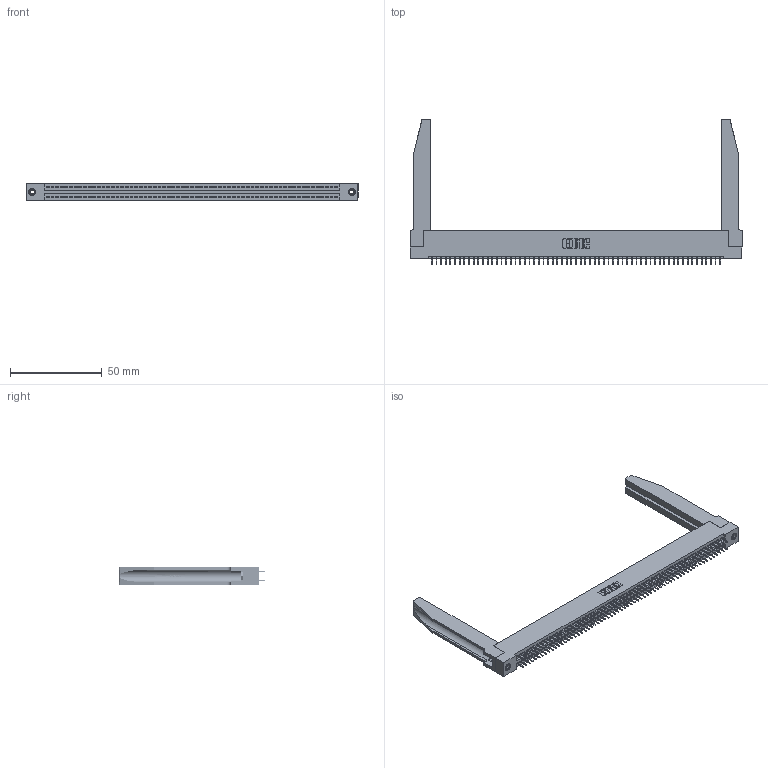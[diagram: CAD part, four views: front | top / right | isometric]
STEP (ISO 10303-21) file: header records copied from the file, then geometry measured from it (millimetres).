
FILE_DESCRIPTION (( 'STEP AP203' ), '1' );
FILE_NAME ('395-126-525-278.STEP', '2020-09-26T00:16:42', ( '' ), ( '' ), 'SwSTEP 2.0', 'SolidWorks 2020', '' );
FILE_SCHEMA (( 'CONFIG_CONTROL_DESIGN' ));
Length unit declared in the file: inch
Products named in the file (5): 345-220-078_345-220-078; 345 Part_Flush Mounting Lugs - 0.156 Dia-TH; 345-250-001_345-250-001-102; 395-126-525-278; 345-292-001_345-293-125
Assembly tree (131 placements, depth 2):
  395-126-525-278
    345 Part_Flush Mounting Lugs - 0.156 Dia-TH
    345-292-001_345-293-125  x126
    345-250-001_345-250-001-102  x2
    345-220-078_345-220-078  x2
Bounding box: 181.25 x 79.68 x 9.4 mm (x, y, z)
Volume: 25365.2 mm3; surface area: 32628.2 mm2
Topology: 131 solids, 131 shells, 7164 faces, 20227 edges, 12970 vertices
Faces by surface type: plane 5136, cylinder 1976, bspline 36, cone 12, torus 4
Entity records: 51418 total; most frequent: CARTESIAN_POINT 9515, ORIENTED_EDGE 8346, DIRECTION 7359, EDGE_CURVE 4173, VECTOR 3699, LINE 3699, VERTEX_POINT 2772, AXIS2_PLACEMENT_3D 1830
